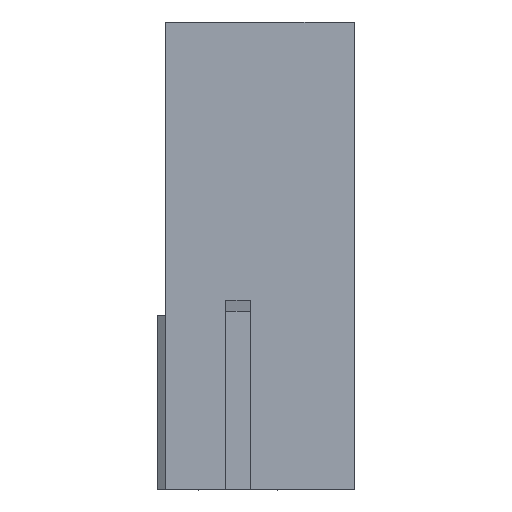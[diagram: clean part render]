
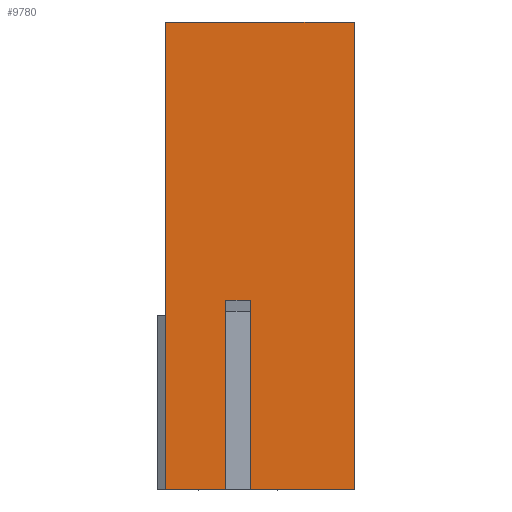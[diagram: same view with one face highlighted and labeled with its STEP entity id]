
A CAD part, top view. The second image highlights one B-rep face of the part: STEP entity #9780.
In plain terms, the highlighted face is planar.
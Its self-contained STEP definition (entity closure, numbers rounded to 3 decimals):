
#760=CARTESIAN_POINT('',(646.512,435.138,
-21.736));
#770=VERTEX_POINT('',#760);
#800=CARTESIAN_POINT('',(646.512,476.705,
-21.736));
#810=DIRECTION('',(0.,-1.,0.));
#820=VECTOR('',#810,1.);
#830=LINE('',#800,#820);
#840=CARTESIAN_POINT('',(646.512,427.538,
-21.736));
#850=VERTEX_POINT('',#840);
#860=EDGE_CURVE('',#770,#850,#830,.T.);
#1290=CARTESIAN_POINT('',(627.712,435.138,
-21.736));
#1300=VERTEX_POINT('',#1290);
#1330=CARTESIAN_POINT('',(646.712,435.138,
-21.736));
#1340=DIRECTION('',(-1.,0.,0.));
#1350=VECTOR('',#1340,1.);
#1360=LINE('',#1330,#1350);
#1370=EDGE_CURVE('',#770,#1300,#1360,.T.);
#2320=CARTESIAN_POINT('',(627.712,427.538,
-21.736));
#2330=VERTEX_POINT('',#2320);
#2360=CARTESIAN_POINT('',(627.712,476.705,
-21.736));
#2370=DIRECTION('',(0.,-1.,0.));
#2380=VECTOR('',#2370,1.);
#2390=LINE('',#2360,#2380);
#2400=CARTESIAN_POINT('',(627.712,429.963,
-21.736));
#2410=VERTEX_POINT('',#2400);
#2420=EDGE_CURVE('',#2410,#2330,#2390,.T.);
#2640=CARTESIAN_POINT('',(627.712,430.963,
-21.736));
#2650=VERTEX_POINT('',#2640);
#2680=EDGE_CURVE('',#1300,#2650,#2390,.T.);
#8400=CARTESIAN_POINT('',(635.312,429.963,
-21.736));
#8410=VERTEX_POINT('',#8400);
#8440=CARTESIAN_POINT('',(635.312,476.705,
-21.736));
#8450=DIRECTION('',(0.,-1.,0.));
#8460=VECTOR('',#8450,1.);
#8470=LINE('',#8440,#8460);
#8480=CARTESIAN_POINT('',(635.312,430.963,
-21.736));
#8490=VERTEX_POINT('',#8480);
#8500=EDGE_CURVE('',#8490,#8410,#8470,.T.);
#9480=CARTESIAN_POINT('',(593.991,423.289,
-21.736));
#9490=DIRECTION('',(0.,0.,-1.));
#9500=DIRECTION('',(1.,0.,0.));
#9510=AXIS2_PLACEMENT_3D('',#9480,#9490,#9500);
#9520=PLANE('',#9510);
#9530=ORIENTED_EDGE('',*,*,#860,.T.);
#9540=ORIENTED_EDGE('',*,*,#1370,.F.);
#9550=ORIENTED_EDGE('',*,*,#2680,.F.);
#9560=CARTESIAN_POINT('',(646.712,430.963,
-21.736));
#9570=DIRECTION('',(-1.,0.,0.));
#9580=VECTOR('',#9570,1.);
#9590=LINE('',#9560,#9580);
#9600=EDGE_CURVE('',#8490,#2650,#9590,.T.);
#9610=ORIENTED_EDGE('',*,*,#9600,.T.);
#9620=ORIENTED_EDGE('',*,*,#8500,.F.);
#9630=CARTESIAN_POINT('',(646.712,429.963,
-21.736));
#9640=DIRECTION('',(-1.,0.,0.));
#9650=VECTOR('',#9640,1.);
#9660=LINE('',#9630,#9650);
#9670=EDGE_CURVE('',#8410,#2410,#9660,.T.);
#9680=ORIENTED_EDGE('',*,*,#9670,.F.);
#9690=ORIENTED_EDGE('',*,*,#2420,.F.);
#9700=CARTESIAN_POINT('',(646.712,427.538,
-21.736));
#9710=DIRECTION('',(1.,-0.,0.));
#9720=VECTOR('',#9710,1.);
#9730=LINE('',#9700,#9720);
#9740=EDGE_CURVE('',#2330,#850,#9730,.T.);
#9750=ORIENTED_EDGE('',*,*,#9740,.F.);
#9760=EDGE_LOOP('',(#9750,#9690,#9680,#9620,#9610,#9550,#9540,#9530));
#9770=FACE_OUTER_BOUND('',#9760,.T.);
#9780=ADVANCED_FACE('',(#9770),#9520,.T.);
